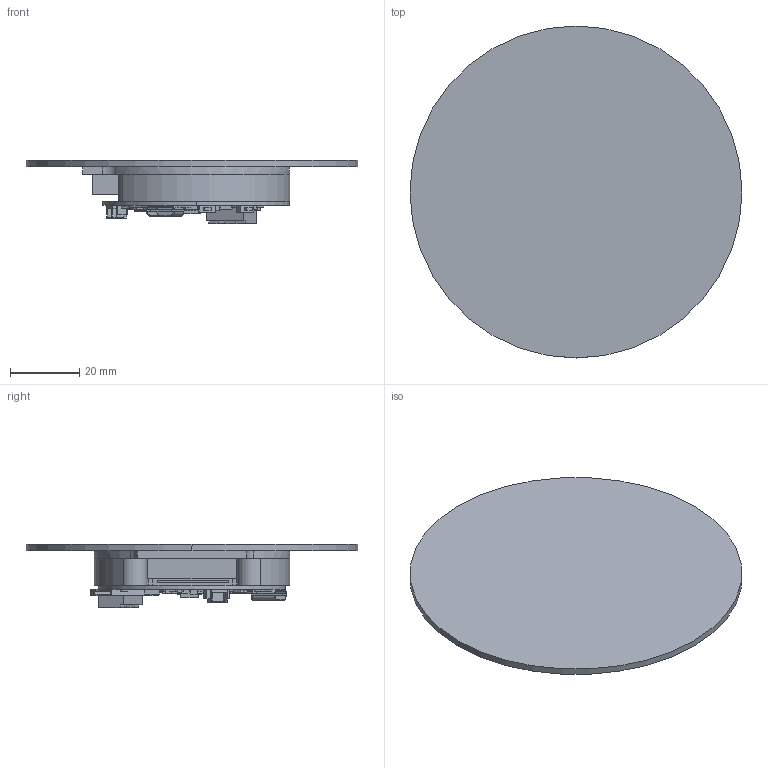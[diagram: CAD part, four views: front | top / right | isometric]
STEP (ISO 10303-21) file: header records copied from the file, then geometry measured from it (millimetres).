
FILE_DESCRIPTION((''),'2;1');
FILE_NAME('T-RGB-FULL-3D_ASM','2024-12-03T18:05:05',('HR'),(''),'CREO PARAMETRIC BY PTC INC, 2019010','CREO PARAMETRIC BY PTC INC, 2019010','');
FILE_SCHEMA(('AUTOMOTIVE_DESIGN { 1 0 10303 214 1 1 1 1 }'));
Length unit declared in the file: millimetre
Products named in the file (6): LCD_BH021_2; T_RGB-V1_0_18; T_RGB_COVA_7; 0-00_3; T_RGB-LCD_ASM_3_ASM; T-RGB-FULL-3D_ASM
Assembly tree (5 placements, depth 3):
  T-RGB-FULL-3D_ASM
    T_RGB-LCD_ASM_3_ASM
      LCD_BH021_2
      T_RGB-V1_0_18
      T_RGB_COVA_7
      0-00_3
Bounding box: 95.86 x 95.86 x 18.3 mm (x, y, z)
Volume: 39871.3 mm3; surface area: 29990.5 mm2
Topology: 4 solids, 4 shells, 1329 faces, 3616 edges, 2412 vertices
Faces by surface type: plane 1280, cylinder 49
Entity records: 52589 total; most frequent: CARTESIAN_POINT 7396, ORIENTED_EDGE 7232, DIRECTION 6423, PRESENTATION_STYLE_ASSIGNMENT 3620, STYLED_ITEM 3620, CURVE_STYLE 3616, EDGE_CURVE 3616, VECTOR 3491
